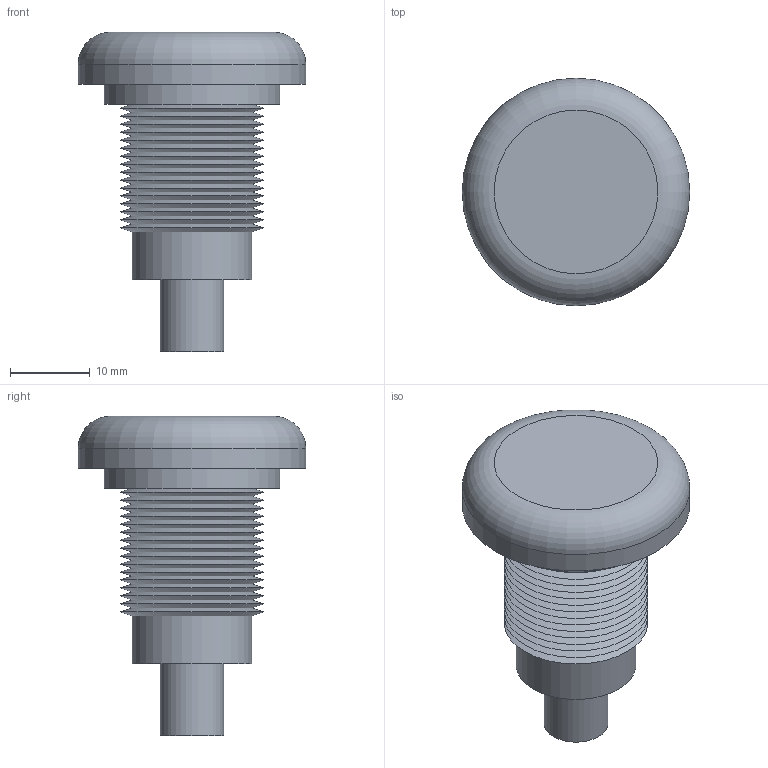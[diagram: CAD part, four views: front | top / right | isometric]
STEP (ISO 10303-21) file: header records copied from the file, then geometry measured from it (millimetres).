
FILE_DESCRIPTION(('FreeCAD Model'),'2;1');
FILE_NAME('Open CASCADE Shape Model','2022-04-26T14:45:23',( 'Thomas Reinhold'),('Eickmann Elektronik GmbH'), 'Open CASCADE STEP processor 7.4','FreeCAD','Unknown');
FILE_SCHEMA(('AUTOMOTIVE_DESIGN { 1 0 10303 214 1 1 1 1 }'));
Length unit declared in the file: millimetre
Products named in the file (4): _2_Mutter; Stecker_M8; Mutter; Gewinde_lang
Assembly tree (3 placements, depth 2):
  _2_Mutter
    Stecker_M8
    Mutter
    Gewinde_lang
Bounding box: 28.5 x 28.5 x 40 mm (x, y, z)
Volume: 9738.6 mm3; surface area: 5752.5 mm2
Topology: 3 solids, 3 shells, 45 faces, 79 edges, 42 vertices
Faces by surface type: cone 32, plane 8, cylinder 4, torus 1
Full cylindrical faces by diameter (mm): 8 x1, 15 x1, 22 x1, 28.5 x1
Entity records: 2159 total; most frequent: DIRECTION 358, CARTESIAN_POINT 348, LINE 164, VECTOR 164, ORIENTED_EDGE 158, PCURVE 158, DEFINITIONAL_REPRESENTATION 158, AXIS2_PLACEMENT_3D 92
